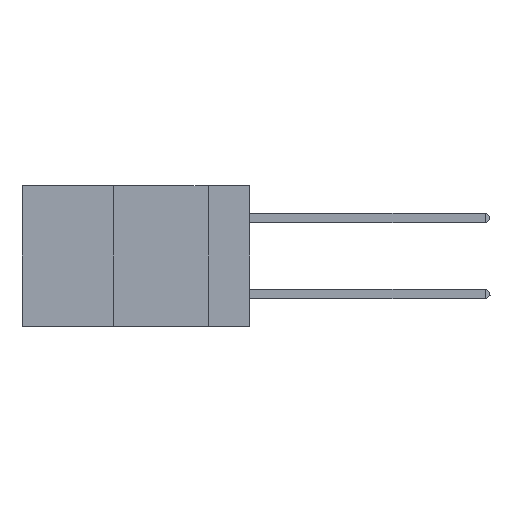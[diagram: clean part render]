
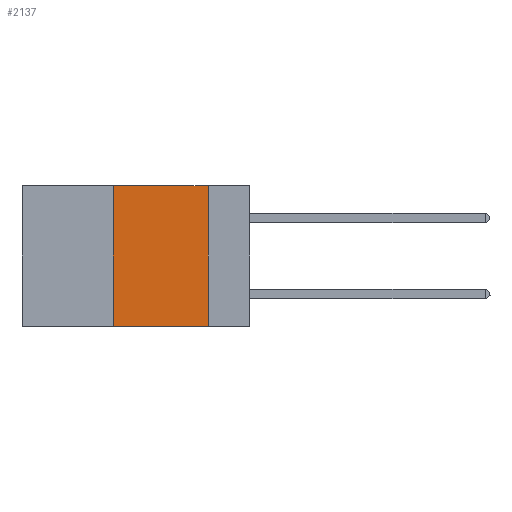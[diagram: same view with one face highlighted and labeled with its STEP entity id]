
A CAD part, left-side view. The second image highlights one B-rep face of the part: STEP entity #2137.
In plain terms, the highlighted planar face has unit normal (-1, 0, 0).
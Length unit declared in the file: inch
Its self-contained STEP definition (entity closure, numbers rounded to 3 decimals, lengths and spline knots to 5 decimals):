
#695 = PLANE ( 'NONE',  #21278 ) ;
#967 = DIRECTION ( 'NONE',  ( 0., 0., -1. ) ) ;
#1047 = ORIENTED_EDGE ( 'NONE', *, *, #26476, .F. ) ;
#1597 = EDGE_CURVE ( 'NONE', #6337, #9920, #12597, .T. ) ;
#2137 = ADVANCED_FACE ( 'NONE', ( #20550 ), #695, .F. ) ;
#2818 = VECTOR ( 'NONE', #5899, 39.37008 ) ;
#3807 = VECTOR ( 'NONE', #20682, 39.37008 ) ;
#4570 = CARTESIAN_POINT ( 'NONE',  ( 0., 0.36, 0. ) ) ;
#5164 = CARTESIAN_POINT ( 'NONE',  ( 0., 0.11, -0.37 ) ) ;
#5899 = DIRECTION ( 'NONE',  ( 0., 0., 1. ) ) ;
#6337 = VERTEX_POINT ( 'NONE', #17629 ) ;
#6614 = LINE ( 'NONE', #24432, #26544 ) ;
#7809 = VECTOR ( 'NONE', #10298, 39.37008 ) ;
#8334 = CARTESIAN_POINT ( 'NONE',  ( 0., 0.36, 0. ) ) ;
#9250 = VERTEX_POINT ( 'NONE', #13384 ) ;
#9920 = VERTEX_POINT ( 'NONE', #4570 ) ;
#10298 = DIRECTION ( 'NONE',  ( 0., -1., 0. ) ) ;
#10470 = CARTESIAN_POINT ( 'NONE',  ( 0., 0.6, -0.37 ) ) ;
#10520 = LINE ( 'NONE', #10470, #7809 ) ;
#10833 = EDGE_CURVE ( 'NONE', #6337, #27718, #10520, .T. ) ;
#12597 = LINE ( 'NONE', #8334, #2818 ) ;
#13384 = CARTESIAN_POINT ( 'NONE',  ( 0., 0.11, 0. ) ) ;
#13897 = EDGE_LOOP ( 'NONE', ( #1047, #24305, #25951, #25119 ) ) ;
#15546 = EDGE_CURVE ( 'NONE', #9920, #9250, #26153, .T. ) ;
#17629 = CARTESIAN_POINT ( 'NONE',  ( 0., 0.36, -0.37 ) ) ;
#18912 = CARTESIAN_POINT ( 'NONE',  ( 0., 0.6, 0. ) ) ;
#20358 = DIRECTION ( 'NONE',  ( 0., 0., -1. ) ) ;
#20550 = FACE_OUTER_BOUND ( 'NONE', #13897, .T. ) ;
#20682 = DIRECTION ( 'NONE',  ( 0., -1., 0. ) ) ;
#21278 = AXIS2_PLACEMENT_3D ( 'NONE', #22537, #27485, #20358 ) ;
#22537 = CARTESIAN_POINT ( 'NONE',  ( 0., 0.6, 0. ) ) ;
#24305 = ORIENTED_EDGE ( 'NONE', *, *, #15546, .F. ) ;
#24432 = CARTESIAN_POINT ( 'NONE',  ( 0., 0.11, 0. ) ) ;
#25119 = ORIENTED_EDGE ( 'NONE', *, *, #10833, .T. ) ;
#25951 = ORIENTED_EDGE ( 'NONE', *, *, #1597, .F. ) ;
#26153 = LINE ( 'NONE', #18912, #3807 ) ;
#26476 = EDGE_CURVE ( 'NONE', #9250, #27718, #6614, .T. ) ;
#26544 = VECTOR ( 'NONE', #967, 39.37008 ) ;
#27485 = DIRECTION ( 'NONE',  ( 1., 0., 0. ) ) ;
#27718 = VERTEX_POINT ( 'NONE', #5164 ) ;
